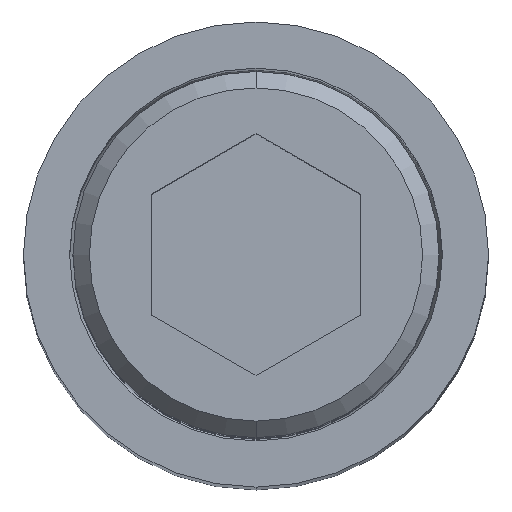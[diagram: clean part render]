
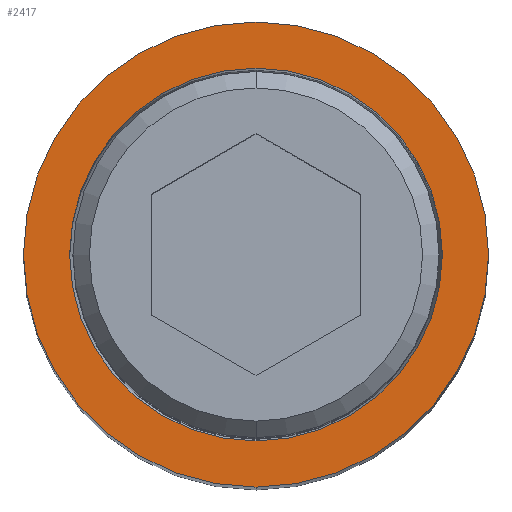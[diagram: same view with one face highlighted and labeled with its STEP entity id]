
A CAD part, top view. The second image highlights one B-rep face of the part: STEP entity #2417.
In plain terms, the highlighted face is planar.
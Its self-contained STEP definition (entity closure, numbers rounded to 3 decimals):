
#1818=CARTESIAN_POINT('',(0.,0.,-76.));
#1819=DIRECTION('',(0.,0.,-1.));
#1820=DIRECTION('',(0.,1.,0.));
#1821=AXIS2_PLACEMENT_3D('',#1818,#1819,#1820);
#1840=CARTESIAN_POINT('',(0.,0.,-76.));
#1841=DIRECTION('',(0.,0.,1.));
#1842=DIRECTION('',(0.,1.,0.));
#1843=AXIS2_PLACEMENT_3D('',#1840,#1841,#1842);
#2094=CARTESIAN_POINT('',(0.,0.,-76.));
#2095=DIRECTION('',(0.,0.,1.));
#2096=DIRECTION('',(0.,1.,0.));
#2097=AXIS2_PLACEMENT_3D('',#2094,#2095,#2096);
#2102=CARTESIAN_POINT('',(0.,0.,-76.));
#2103=DIRECTION('',(0.,0.,-1.));
#2104=DIRECTION('',(0.,1.,0.));
#2105=AXIS2_PLACEMENT_3D('',#2102,#2103,#2104);
#2114=CARTESIAN_POINT('',(0.,5.65,-76.));
#2115=VERTEX_POINT('',#2114);
#2120=CARTESIAN_POINT('',(0.,-5.65,-76.));
#2121=VERTEX_POINT('',#2120);
#2122=CARTESIAN_POINT('',(0.,7.05,-76.));
#2124=VERTEX_POINT('',#2122);
#2136=CARTESIAN_POINT('',(0.,-7.05,-76.));
#2138=VERTEX_POINT('',#2136);
#2404=CARTESIAN_POINT('',(0.,0.,-76.));
#2405=DIRECTION('',(0.,0.,-1.));
#2406=DIRECTION('',(0.,-1.,0.));
#2407=AXIS2_PLACEMENT_3D('',#2404,#2405,#2406);
#2408=PLANE('',#2407);
#2409=ORIENTED_EDGE('',*,*,#2157,.F.);
#2410=ORIENTED_EDGE('',*,*,#2175,.T.);
#2411=EDGE_LOOP('',(#2409,#2410));
#2412=FACE_OUTER_BOUND('',#2411,.F.);
#2413=ORIENTED_EDGE('',*,*,#2397,.F.);
#2414=ORIENTED_EDGE('',*,*,#2386,.T.);
#2415=EDGE_LOOP('',(#2413,#2414));
#2416=FACE_BOUND('',#2415,.F.);
#2417=ADVANCED_FACE('',(#2412,#2416),#2408,.T.);
#1822=CIRCLE('',#1821,7.05);
#1844=CIRCLE('',#1843,7.05);
#2098=CIRCLE('',#2097,5.65);
#2106=CIRCLE('',#2105,5.65);
#2157=EDGE_CURVE('',#2124,#2138,#1822,.T.);
#2175=EDGE_CURVE('',#2124,#2138,#1844,.T.);
#2386=EDGE_CURVE('',#2115,#2121,#2106,.T.);
#2397=EDGE_CURVE('',#2115,#2121,#2098,.T.);
